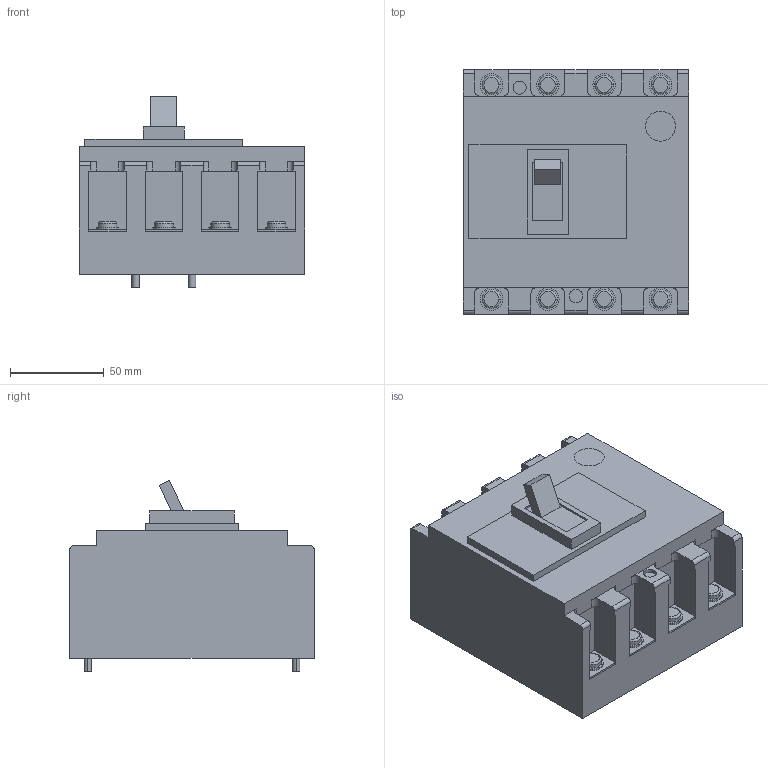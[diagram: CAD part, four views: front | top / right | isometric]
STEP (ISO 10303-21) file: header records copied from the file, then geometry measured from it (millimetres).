
FILE_DESCRIPTION (( 'STEP AP214' ), '1' );
FILE_NAME ('PS125NF4F.STEP', '2023-03-07T01:22:42', ( 'CAD' ), ( '' ), 'SwSTEP 2.0', 'SolidWorks 2015', '' );
FILE_SCHEMA (( 'AUTOMOTIVE_DESIGN' ));
Length unit declared in the file: millimetre
Products named in the file (1): PS125NF4F
Bounding box: 120 x 130 x 101.74 mm (x, y, z)
Volume: 969109.2 mm3; surface area: 94091.6 mm2
Topology: 19 solids, 19 shells, 331 faces, 764 edges, 504 vertices
Faces by surface type: plane 191, cylinder 124, torus 16
Entity records: 11261 total; most frequent: DIRECTION 1708, CARTESIAN_POINT 1600, ORIENTED_EDGE 1528, EDGE_CURVE 764, AXIS2_PLACEMENT_3D 612, VERTEX_POINT 504, LINE 484, VECTOR 484
